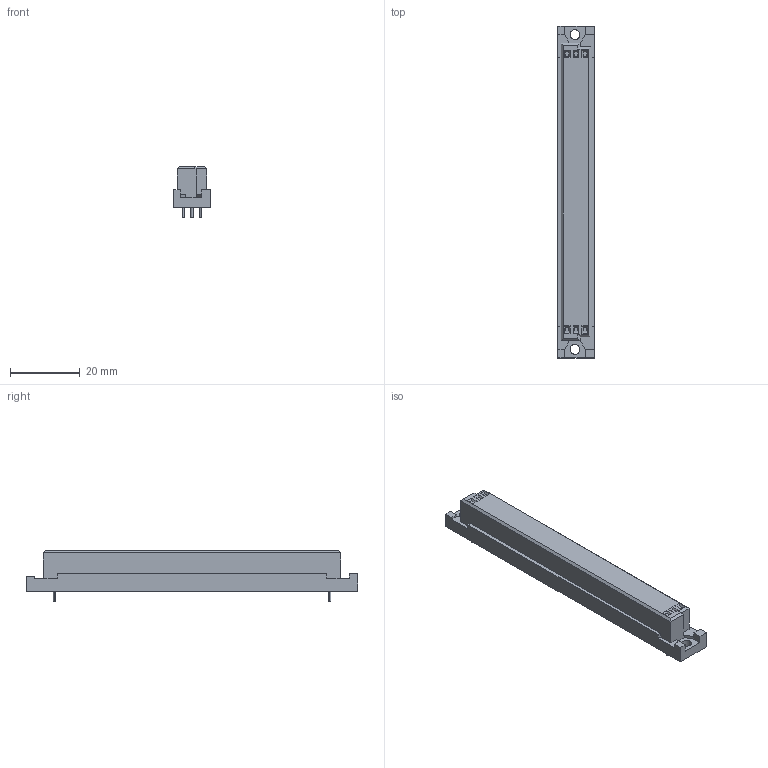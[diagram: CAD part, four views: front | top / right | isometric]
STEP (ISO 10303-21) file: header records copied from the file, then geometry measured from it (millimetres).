
FILE_DESCRIPTION((''),'2;1');
FILE_NAME('HARTING_09 03 296 6824.stp','2013-03-26T10:33:51',(''),(''),'Mechanical Desktop 2011','Mechanical Desktop 2011',', , ');
FILE_SCHEMA(('AUTOMOTIVE_DESIGN { 1 2 10303 214 1 1 1 1 }'));
Length unit declared in the file: millimetre
Products named in the file (1): Product
Bounding box: 10.5 x 94.9 x 14.5 mm (x, y, z)
Volume: 9449.1 mm3; surface area: 4305.1 mm2
Topology: 7 solids, 7 shells, 112 faces, 252 edges, 166 vertices
Faces by surface type: bspline 82, plane 18, cylinder 12
Entity records: 2968 total; most frequent: CARTESIAN_POINT 1063, ORIENTED_EDGE 504, EDGE_CURVE 252, VERTEX_POINT 166, EDGE_LOOP 128, DIRECTION 122, B_SPLINE_CURVE_WITH_KNOTS 114, FACE_OUTER_BOUND 112
